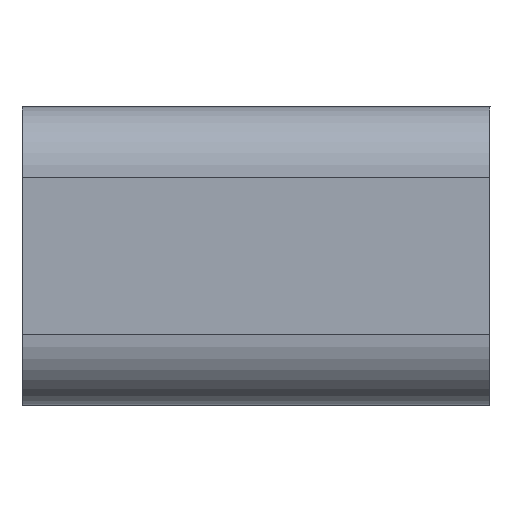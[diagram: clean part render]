
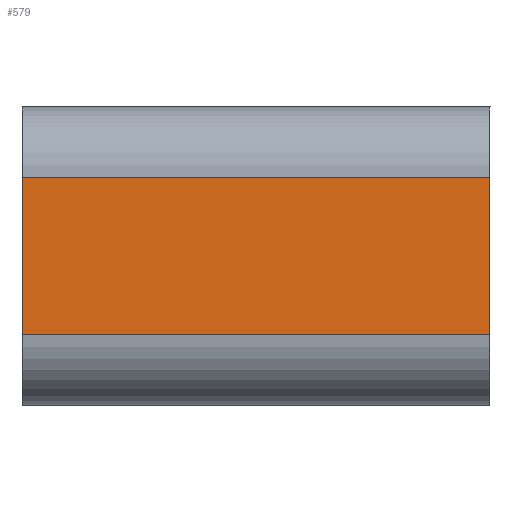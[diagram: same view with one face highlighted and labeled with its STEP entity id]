
A CAD part, front view. The second image highlights one B-rep face of the part: STEP entity #579.
In plain terms, the highlighted planar face has unit normal (0, -1, 0).
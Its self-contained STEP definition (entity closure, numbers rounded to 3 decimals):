
#51=PLANE('',#649);
#78=FACE_OUTER_BOUND('',#119,.T.);
#119=EDGE_LOOP('',(#515,#516,#517,#518));
#140=LINE('',#870,#193);
#162=LINE('',#936,#215);
#171=LINE('',#966,#224);
#172=LINE('',#968,#225);
#193=VECTOR('',#698,10.);
#215=VECTOR('',#758,10.);
#224=VECTOR('',#795,10.);
#225=VECTOR('',#798,10.);
#277=VERTEX_POINT('',#867);
#278=VERTEX_POINT('',#869);
#302=VERTEX_POINT('',#933);
#303=VERTEX_POINT('',#935);
#333=EDGE_CURVE('',#277,#278,#140,.F.);
#367=EDGE_CURVE('',#302,#303,#162,.F.);
#382=EDGE_CURVE('',#278,#302,#171,.T.);
#383=EDGE_CURVE('',#303,#277,#172,.T.);
#515=ORIENTED_EDGE('',*,*,#382,.F.);
#516=ORIENTED_EDGE('',*,*,#333,.F.);
#517=ORIENTED_EDGE('',*,*,#383,.F.);
#518=ORIENTED_EDGE('',*,*,#367,.F.);
#579=ADVANCED_FACE('',(#78),#51,.T.);
#649=AXIS2_PLACEMENT_3D('',#967,#796,#797);
#698=DIRECTION('',(0.,0.,1.));
#758=DIRECTION('',(0.,0.,-1.));
#795=DIRECTION('',(-1.,0.,0.));
#796=DIRECTION('center_axis',(0.,-1.,0.));
#797=DIRECTION('ref_axis',(0.,0.,
-1.));
#798=DIRECTION('',(1.,0.,0.));
#867=CARTESIAN_POINT('',(26.034,-40.73,456.788));
#869=CARTESIAN_POINT('',(26.034,-40.73,450.038));
#870=CARTESIAN_POINT('',(26.034,-40.73,454.152));
#933=CARTESIAN_POINT('',(6.034,-40.73,450.038));
#935=CARTESIAN_POINT('',(6.034,-40.73,456.788));
#936=CARTESIAN_POINT('',(6.034,-40.73,455.652));
#966=CARTESIAN_POINT('',(6.011,-40.73,450.038));
#967=CARTESIAN_POINT('Origin',(6.034,-40.73,454.267));
#968=CARTESIAN_POINT('',(12.711,-40.73,456.788));
